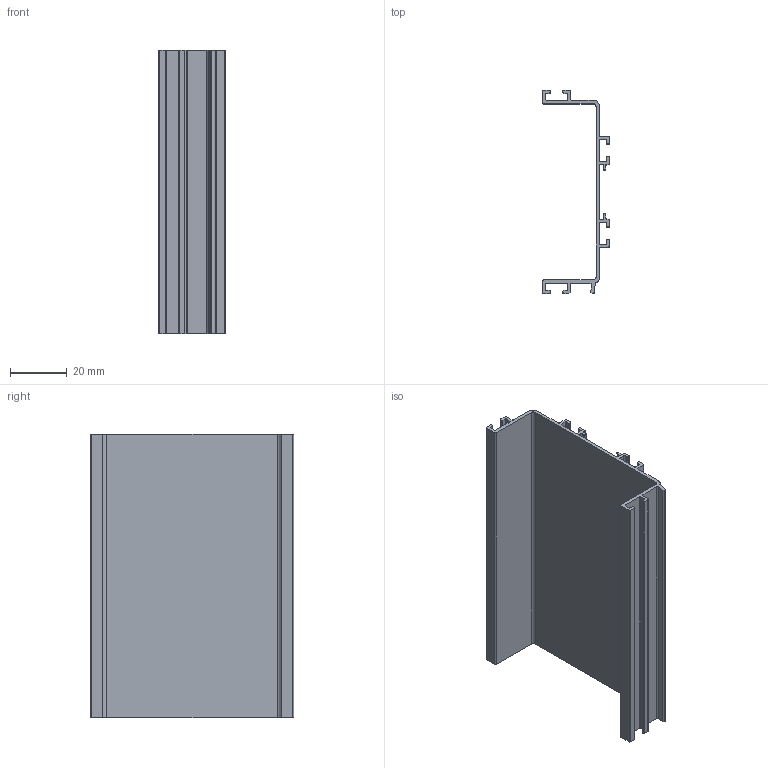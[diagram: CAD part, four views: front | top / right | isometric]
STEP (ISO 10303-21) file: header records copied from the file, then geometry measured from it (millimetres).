
FILE_DESCRIPTION(/* description */ ('Profil LED C'),/* implementation_level */ '2;1');
FILE_NAME(/* name */ 'PA-VELLO-C3M.stp',/* time_stamp */ '2021-01-05T13:35:24+01:00',/* author */ ('tomaszw'),/* organization */ (''),/* preprocessor_version */ 'ST-DEVELOPER v18.1',/* originating_system */ 'Autodesk Inventor 2020',/* authorisation */ '');
FILE_SCHEMA (('AUTOMOTIVE_DESIGN { 1 0 10303 214 3 1 1 }'));
Length unit declared in the file: millimetre
Products named in the file (1): GTV-238
Bounding box: 23.5 x 71.6 x 100 mm (x, y, z)
Volume: 16926.4 mm3; surface area: 29682.6 mm2
Topology: 1 solids, 1 shells, 133 faces, 393 edges, 262 vertices
Faces by surface type: plane 67, cylinder 66
Entity records: 4520 total; most frequent: DIRECTION 793, CARTESIAN_POINT 789, ORIENTED_EDGE 786, EDGE_CURVE 393, AXIS2_PLACEMENT_3D 266, VERTEX_POINT 262, LINE 261, VECTOR 261
